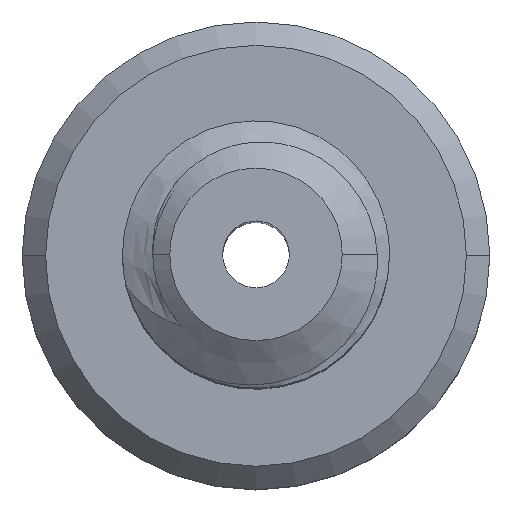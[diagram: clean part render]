
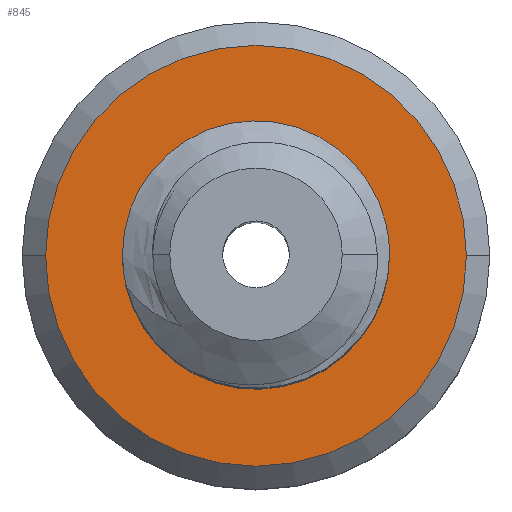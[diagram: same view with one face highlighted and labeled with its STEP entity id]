
A CAD part, top view. The second image highlights one B-rep face of the part: STEP entity #845.
In plain terms, the highlighted planar face has unit normal (0, 0, 1).
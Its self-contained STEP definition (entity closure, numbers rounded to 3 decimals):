
#248 = CARTESIAN_POINT ( 'NONE',  ( -3.15, 0., -12. ) ) ;
#297 = FACE_OUTER_BOUND ( 'NONE', #1383, .T. ) ;
#441 = AXIS2_PLACEMENT_3D ( 'NONE', #955, #1358, #2139 ) ;
#560 = CARTESIAN_POINT ( 'NONE',  ( -1.695, 0.13, -12. ) ) ;
#569 = CARTESIAN_POINT ( 'NONE',  ( -1.59, -0.389, -12. ) ) ;
#615 = B_SPLINE_CURVE_WITH_KNOTS ( 'NONE', 3,
 ( #4115, #1062, #687, #2258, #3760, #4145, #3364, #1090, #3776, #1474, #724, #1106, #4498, #4159, #1430, #1871, #4905, #1451, #2651, #1489 ),
 .UNSPECIFIED., .F., .F.,
 ( 4, 2, 2, 2, 2, 2, 2, 2, 2, 4 ),
 ( 0., 0.001, 0.001, 0.002, 0.002, 0.002, 0.003, 0.003, 0.004, 0.004 ),
 .UNSPECIFIED. ) ;
#687 = CARTESIAN_POINT ( 'NONE',  ( 1.73, 0.956, -12. ) ) ;
#720 = EDGE_LOOP ( 'NONE', ( #847, #3294, #4842, #2034 ) ) ;
#724 = CARTESIAN_POINT ( 'NONE',  ( 1.531, -0.89, -12. ) ) ;
#798 = VERTEX_POINT ( 'NONE', #1602 ) ;
#802 = PLANE ( 'NONE',  #1290 ) ;
#845 = ADVANCED_FACE ( 'NONE', ( #297, #3638 ), #802, .F. ) ;
#847 = ORIENTED_EDGE ( 'NONE', *, *, #3568, .F. ) ;
#862 = EDGE_CURVE ( 'NONE', #1736, #2029, #4463, .T. ) ;
#892 = DIRECTION ( 'NONE',  ( 1., 0., 0. ) ) ;
#955 = CARTESIAN_POINT ( 'NONE',  ( 0., 0., -12. ) ) ;
#1010 = VERTEX_POINT ( 'NONE', #1085 ) ;
#1062 = CARTESIAN_POINT ( 'NONE',  ( 1.651, 1.113, -12. ) ) ;
#1085 = CARTESIAN_POINT ( 'NONE',  ( 1.553, 1.261, -12. ) ) ;
#1090 = CARTESIAN_POINT ( 'NONE',  ( 1.782, -0.424, -12. ) ) ;
#1106 = CARTESIAN_POINT ( 'NONE',  ( 1.42, -1.027, -12. ) ) ;
#1115 = CIRCLE ( 'NONE', #4101, 3.15 ) ;
#1187 = DIRECTION ( 'NONE',  ( 0., 0., 1. ) ) ;
#1290 = AXIS2_PLACEMENT_3D ( 'NONE', #4263, #3909, #1555 ) ;
#1358 = DIRECTION ( 'NONE',  ( 0., 0., -1. ) ) ;
#1363 = CARTESIAN_POINT ( 'NONE',  ( -1.2, -0.974, -12. ) ) ;
#1383 = EDGE_LOOP ( 'NONE', ( #2098, #4318 ) ) ;
#1430 = CARTESIAN_POINT ( 'NONE',  ( 1.014, -1.366, -12. ) ) ;
#1451 = CARTESIAN_POINT ( 'NONE',  ( 0.164, -1.587, -12. ) ) ;
#1474 = CARTESIAN_POINT ( 'NONE',  ( 1.58, -0.818, -12. ) ) ;
#1489 = CARTESIAN_POINT ( 'NONE',  ( -0.185, -1.534, -12. ) ) ;
#1526 = CARTESIAN_POINT ( 'NONE',  ( 3.15, 0., -12. ) ) ;
#1555 = DIRECTION ( 'NONE',  ( -1., 0., 0. ) ) ;
#1602 = CARTESIAN_POINT ( 'NONE',  ( 0.239, 1.986, -12. ) ) ;
#1706 = CARTESIAN_POINT ( 'NONE',  ( -0.116, 1.973, -12. ) ) ;
#1736 = VERTEX_POINT ( 'NONE', #2413 ) ;
#1754 = EDGE_CURVE ( 'NONE', #3726, #4894, #1115, .T. ) ;
#1871 = CARTESIAN_POINT ( 'NONE',  ( 0.689, -1.509, -12. ) ) ;
#2028 = DIRECTION ( 'NONE',  ( -1., 0., 0. ) ) ;
#2029 = VERTEX_POINT ( 'NONE', #1363 ) ;
#2034 = ORIENTED_EDGE ( 'NONE', *, *, #2965, .T. ) ;
#2036 = DIRECTION ( 'NONE',  ( 0., 0., 1. ) ) ;
#2098 = ORIENTED_EDGE ( 'NONE', *, *, #1754, .T. ) ;
#2139 = DIRECTION ( 'NONE',  ( 1., 0., 0. ) ) ;
#2241 = AXIS2_PLACEMENT_3D ( 'NONE', #4259, #1187, #2732 ) ;
#2258 = CARTESIAN_POINT ( 'NONE',  ( 1.842, 0.62, -12. ) ) ;
#2336 = CIRCLE ( 'NONE', #3049, 2. ) ;
#2413 = CARTESIAN_POINT ( 'NONE',  ( -0.185, -1.534, -12. ) ) ;
#2441 = CARTESIAN_POINT ( 'NONE',  ( 0., 0., -12. ) ) ;
#2460 = CARTESIAN_POINT ( 'NONE',  ( -1.633, 0.656, -12. ) ) ;
#2499 = CARTESIAN_POINT ( 'NONE',  ( 0.062, 1.99, -12. ) ) ;
#2515 = CARTESIAN_POINT ( 'NONE',  ( -0.456, 1.888, -12. ) ) ;
#2538 = CARTESIAN_POINT ( 'NONE',  ( -1.328, -0.85, -12. ) ) ;
#2563 = B_SPLINE_CURVE_WITH_KNOTS ( 'NONE', 3,
 ( #2851, #2538, #3624, #569, #4775, #560, #4726, #2460, #3613, #3637, #3987, #3238, #2515, #1706, #2499, #4342 ),
 .UNSPECIFIED., .F., .F.,
 ( 4, 2, 2, 2, 2, 2, 2, 4 ),
 ( 0., 0.001, 0.001, 0.002, 0.002, 0.003, 0.004, 0.004 ),
 .UNSPECIFIED. ) ;
#2651 = CARTESIAN_POINT ( 'NONE',  ( -0.011, -1.577, -12. ) ) ;
#2732 = DIRECTION ( 'NONE',  ( -1., 0., 0. ) ) ;
#2851 = CARTESIAN_POINT ( 'NONE',  ( -1.2, -0.974, -12. ) ) ;
#2965 = EDGE_CURVE ( 'NONE', #2029, #798, #2563, .T. ) ;
#3049 = AXIS2_PLACEMENT_3D ( 'NONE', #4324, #2036, #892 ) ;
#3094 = EDGE_CURVE ( 'NONE', #4894, #3726, #4355, .T. ) ;
#3238 = CARTESIAN_POINT ( 'NONE',  ( -0.623, 1.821, -12. ) ) ;
#3294 = ORIENTED_EDGE ( 'NONE', *, *, #3794, .T. ) ;
#3364 = CARTESIAN_POINT ( 'NONE',  ( 1.867, -0.084, -12. ) ) ;
#3568 = EDGE_CURVE ( 'NONE', #1010, #798, #2336, .T. ) ;
#3613 = CARTESIAN_POINT ( 'NONE',  ( -1.576, 0.822, -12. ) ) ;
#3624 = CARTESIAN_POINT ( 'NONE',  ( -1.43, -0.707, -12. ) ) ;
#3637 = CARTESIAN_POINT ( 'NONE',  ( -1.331, 1.293, -12. ) ) ;
#3638 = FACE_BOUND ( 'NONE', #720, .T. ) ;
#3726 = VERTEX_POINT ( 'NONE', #248 ) ;
#3760 = CARTESIAN_POINT ( 'NONE',  ( 1.873, 0.445, -12. ) ) ;
#3776 = CARTESIAN_POINT ( 'NONE',  ( 1.714, -0.591, -12. ) ) ;
#3794 = EDGE_CURVE ( 'NONE', #1010, #1736, #615, .T. ) ;
#3909 = DIRECTION ( 'NONE',  ( 0., 0., -1. ) ) ;
#3987 = CARTESIAN_POINT ( 'NONE',  ( -1.078, 1.557, -12. ) ) ;
#4101 = AXIS2_PLACEMENT_3D ( 'NONE', #2441, #4321, #2028 ) ;
#4115 = CARTESIAN_POINT ( 'NONE',  ( 1.553, 1.261, -12. ) ) ;
#4145 = CARTESIAN_POINT ( 'NONE',  ( 1.886, 0.095, -12. ) ) ;
#4159 = CARTESIAN_POINT ( 'NONE',  ( 1.162, -1.269, -12. ) ) ;
#4259 = CARTESIAN_POINT ( 'NONE',  ( 0., 0., -12. ) ) ;
#4263 = CARTESIAN_POINT ( 'NONE',  ( 0., 0., -12. ) ) ;
#4318 = ORIENTED_EDGE ( 'NONE', *, *, #3094, .T. ) ;
#4321 = DIRECTION ( 'NONE',  ( 0., 0., 1. ) ) ;
#4324 = CARTESIAN_POINT ( 'NONE',  ( 0., 0., -12. ) ) ;
#4342 = CARTESIAN_POINT ( 'NONE',  ( 0.239, 1.986, -12. ) ) ;
#4355 = CIRCLE ( 'NONE', #2241, 3.15 ) ;
#4463 = CIRCLE ( 'NONE', #441, 1.545 ) ;
#4498 = CARTESIAN_POINT ( 'NONE',  ( 1.359, -1.093, -12. ) ) ;
#4726 = CARTESIAN_POINT ( 'NONE',  ( -1.693, 0.305, -12. ) ) ;
#4775 = CARTESIAN_POINT ( 'NONE',  ( -1.643, -0.221, -12. ) ) ;
#4842 = ORIENTED_EDGE ( 'NONE', *, *, #862, .T. ) ;
#4894 = VERTEX_POINT ( 'NONE', #1526 ) ;
#4905 = CARTESIAN_POINT ( 'NONE',  ( 0.518, -1.553, -12. ) ) ;
